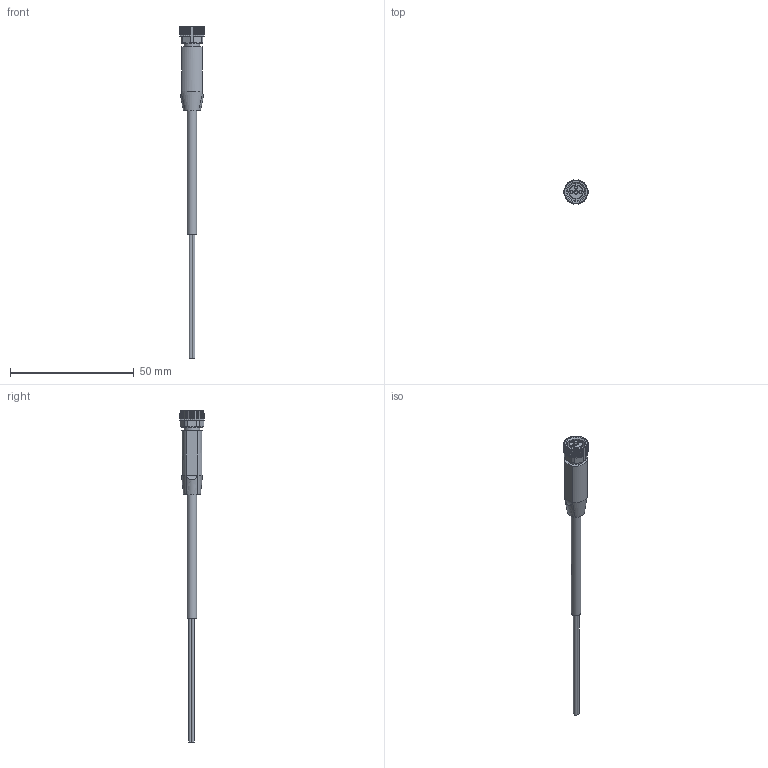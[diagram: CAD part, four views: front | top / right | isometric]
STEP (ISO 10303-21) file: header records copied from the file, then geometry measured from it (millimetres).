
FILE_DESCRIPTION(/* description */ ('STEP AP214'),/* implementation_level */ '2;1');
FILE_NAME(/* name */ '8078223_NEBA-M8G3-U-2_5-N-LE3',/* time_stamp */ '2024-09-10T09:27:28+02:00',/* author */ ('License CC BY-ND 4.0'),/* organization */ ('CADENAS'),/* preprocessor_version */ 'ST-DEVELOPER v19.3',/* originating_system */ 'PARTsolutions',/* authorisation */ ' ');
FILE_SCHEMA (('AUTOMOTIVE_DESIGN {1 0 10303 214 3 1 1}'));
Length unit declared in the file: millimetre
Products named in the file (2): 8078223 NEBA-M8G3-U-2.5-N-LE3---(21400p); 8159578 NEBA-M8G3---(23400)
Assembly tree (1 placements, depth 2):
  8078223 NEBA-M8G3-U-2.5-N-LE3---(21400p)
    8159578 NEBA-M8G3---(23400)
Bounding box: 9.84 x 9.72 x 134.4 mm (x, y, z)
Volume: 2660.4 mm3; surface area: 2596.1 mm2
Topology: 1 solids, 1 shells, 200 faces, 534 edges, 350 vertices
Faces by surface type: plane 106, cylinder 85, bspline 4, torus 2, cone 2, sphere 1
Full cylindrical faces by diameter (mm): 1 x3, 1.075 x3, 1.15 x3, 3.8 x1, 5.67 x1, 6.4 x1, 6.917 x1
Entity records: 7712 total; most frequent: CARTESIAN_POINT 1544, ORIENTED_EDGE 1018, DIRECTION 904, EDGE_CURVE 509, VERTEX_POINT 343, AXIS2_PLACEMENT_3D 331, LINE 242, VECTOR 242
